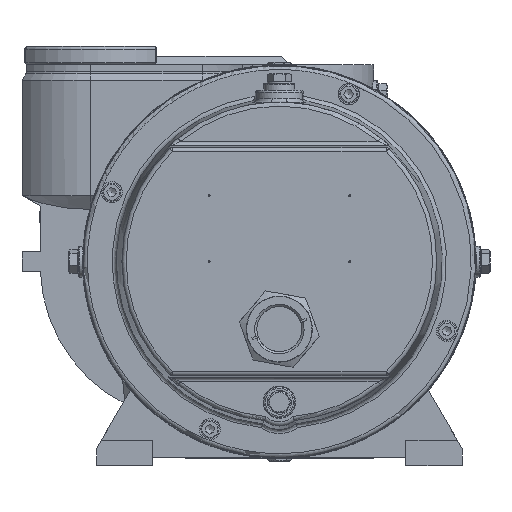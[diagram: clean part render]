
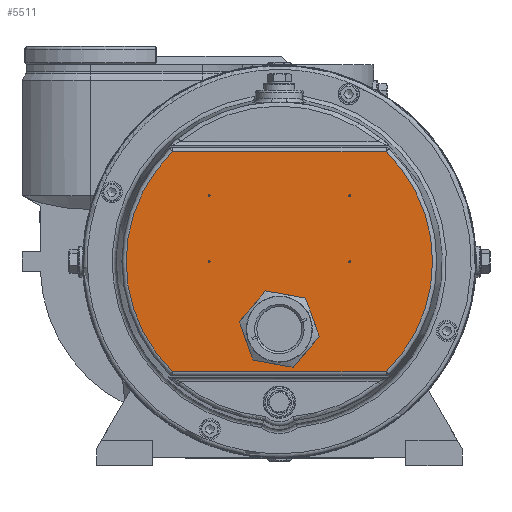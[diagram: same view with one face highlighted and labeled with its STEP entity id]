
A CAD part, front view. The second image highlights one B-rep face of the part: STEP entity #5511.
In plain terms, the highlighted planar face has unit normal (0, -1, 0).
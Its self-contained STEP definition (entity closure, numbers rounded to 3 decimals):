
#4908=CARTESIAN_POINT('',(-75.924,-209.,-78.153));
#4909=VERTEX_POINT('',#4908);
#4950=CARTESIAN_POINT('',(75.924,-209.,-78.153));
#4951=VERTEX_POINT('',#4950);
#4976=CARTESIAN_POINT('',(-75.924,-209.,78.153));
#4977=VERTEX_POINT('',#4976);
#5018=CARTESIAN_POINT('',(75.924,-209.,78.153));
#5019=VERTEX_POINT('',#5018);
#5043=CARTESIAN_POINT('',(-75.924,-209.,78.153));
#5044=DIRECTION('',(1.0,0.0,0.0));
#5045=VECTOR('',#5044,151.848);
#5046=LINE('',#5043,#5045);
#5047=EDGE_CURVE('',#4977,#5019,#5046,.T.);
#5065=CARTESIAN_POINT('',(0.,-209.,0.));
#5066=DIRECTION('',(0.0,1.0,0.0));
#5067=DIRECTION('',(1.0,0.0,0.0));
#5068=AXIS2_PLACEMENT_3D('',#5065,#5066,#5067);
#5069=CIRCLE('',#5068,108.96);
#5070=EDGE_CURVE('',#5019,#4951,#5069,.T.);
#5117=CARTESIAN_POINT('',(0.,-209.,0.));
#5118=DIRECTION('',(0.0,1.0,0.0));
#5119=DIRECTION('',(-1.0,0.0,0.0));
#5120=AXIS2_PLACEMENT_3D('',#5117,#5118,#5119);
#5121=CIRCLE('',#5120,108.96);
#5122=EDGE_CURVE('',#4909,#4977,#5121,.T.);
#5181=CARTESIAN_POINT('',(75.924,-209.,-78.153));
#5182=DIRECTION('',(-1.0,0.0,0.0));
#5183=VECTOR('',#5182,151.848);
#5184=LINE('',#5181,#5183);
#5185=EDGE_CURVE('',#4951,#4909,#5184,.T.);
#5445=CARTESIAN_POINT('',(0.,-209.,-96.404));
#5446=DIRECTION('',(0.0,-1.0,0.0));
#5447=DIRECTION('',(1.0,0.0,0.0));
#5448=AXIS2_PLACEMENT_3D('',#5445,#5446,#5447);
#5449=PLANE('',#5448);
#5450=ORIENTED_EDGE('',*,*,#5047,.F.);
#5451=ORIENTED_EDGE('',*,*,#5122,.F.);
#5452=ORIENTED_EDGE('',*,*,#5185,.F.);
#5453=ORIENTED_EDGE('',*,*,#5070,.F.);
#5454=EDGE_LOOP('',(#5450,#5451,#5452,#5453));
#5455=FACE_OUTER_BOUND('',#5454,.T.);
#5456=CARTESIAN_POINT('',(7.865,-209.,-69.917));
#5457=VERTEX_POINT('',#5456);
#5458=CARTESIAN_POINT('',(0.,-209.,-48.));
#5459=DIRECTION('',(0.,-1.,0.));
#5460=DIRECTION('',(-0.338,0.,0.941));
#5461=AXIS2_PLACEMENT_3D('',#5458,#5459,#5460);
#5462=CIRCLE('',#5461,23.286);
#5463=EDGE_CURVE('',#5457,#5457,#5462,.T.);
#5464=ORIENTED_EDGE('',*,*,#5463,.F.);
#5465=EDGE_LOOP('',(#5464));
#5466=FACE_BOUND('',#5465,.T.);
#5467=CARTESIAN_POINT('',(50.,-209.,47.7));
#5468=VERTEX_POINT('',#5467);
#5469=CARTESIAN_POINT('',(50.,-209.,47.));
#5470=DIRECTION('',(0.0,1.0,0.0));
#5471=DIRECTION('',(0.0,0.0,1.0));
#5472=AXIS2_PLACEMENT_3D('',#5469,#5470,#5471);
#5473=CIRCLE('',#5472,0.7);
#5474=EDGE_CURVE('',#5468,#5468,#5473,.T.);
#5475=ORIENTED_EDGE('',*,*,#5474,.T.);
#5476=EDGE_LOOP('',(#5475));
#5477=FACE_BOUND('',#5476,.T.);
#5478=CARTESIAN_POINT('',(-50.,-209.,0.7));
#5479=VERTEX_POINT('',#5478);
#5480=CARTESIAN_POINT('',(-50.,-209.,0.));
#5481=DIRECTION('',(0.0,1.0,0.0));
#5482=DIRECTION('',(0.0,0.0,1.0));
#5483=AXIS2_PLACEMENT_3D('',#5480,#5481,#5482);
#5484=CIRCLE('',#5483,0.7);
#5485=EDGE_CURVE('',#5479,#5479,#5484,.T.);
#5486=ORIENTED_EDGE('',*,*,#5485,.T.);
#5487=EDGE_LOOP('',(#5486));
#5488=FACE_BOUND('',#5487,.T.);
#5489=CARTESIAN_POINT('',(-50.,-209.,47.7));
#5490=VERTEX_POINT('',#5489);
#5491=CARTESIAN_POINT('',(-50.,-209.,47.));
#5492=DIRECTION('',(0.0,1.0,0.0));
#5493=DIRECTION('',(0.0,0.0,1.0));
#5494=AXIS2_PLACEMENT_3D('',#5491,#5492,#5493);
#5495=CIRCLE('',#5494,0.7);
#5496=EDGE_CURVE('',#5490,#5490,#5495,.T.);
#5497=ORIENTED_EDGE('',*,*,#5496,.T.);
#5498=EDGE_LOOP('',(#5497));
#5499=FACE_BOUND('',#5498,.T.);
#5500=CARTESIAN_POINT('',(50.,-209.,0.7));
#5501=VERTEX_POINT('',#5500);
#5502=CARTESIAN_POINT('',(50.,-209.,0.));
#5503=DIRECTION('',(0.0,1.0,0.0));
#5504=DIRECTION('',(0.0,0.0,1.0));
#5505=AXIS2_PLACEMENT_3D('',#5502,#5503,#5504);
#5506=CIRCLE('',#5505,0.7);
#5507=EDGE_CURVE('',#5501,#5501,#5506,.T.);
#5508=ORIENTED_EDGE('',*,*,#5507,.T.);
#5509=EDGE_LOOP('',(#5508));
#5510=FACE_BOUND('',#5509,.T.);
#5511=ADVANCED_FACE('',(#5455,#5466,#5477,#5488,#5499,#5510),#5449,.T.);
